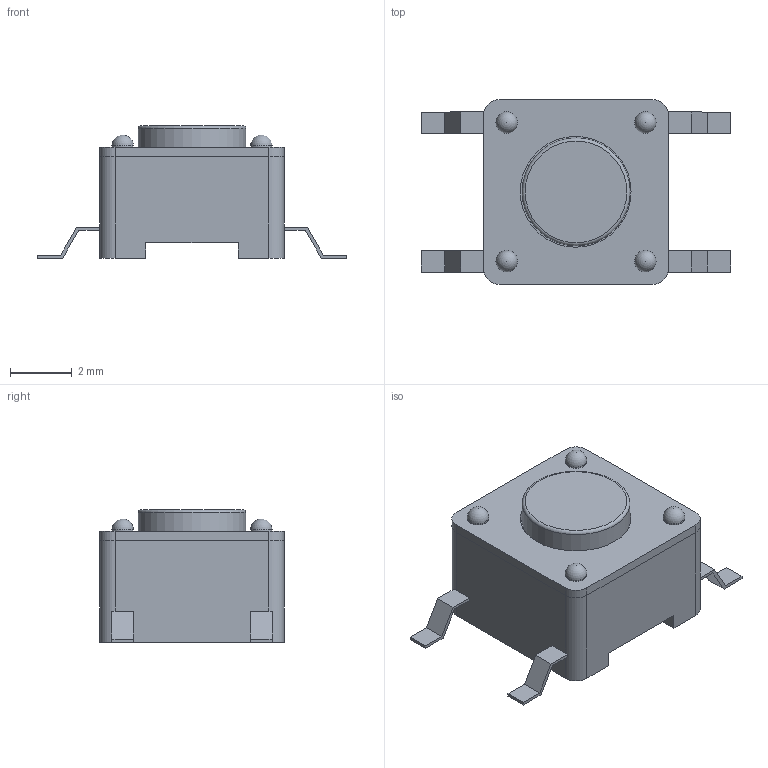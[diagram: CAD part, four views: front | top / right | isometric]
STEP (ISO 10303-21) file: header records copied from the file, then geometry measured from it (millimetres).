
FILE_DESCRIPTION(('FreeCAD Model'),'2;1');
FILE_NAME('Open CASCADE Shape Model','2023-05-27T19:46:19',('Author'),( ''),'Open CASCADE STEP processor 7.6','FreeCAD','Unknown');
FILE_SCHEMA(('AUTOMOTIVE_DESIGN { 1 0 10303 214 1 1 1 1 }'));
Length unit declared in the file: millimetre
Products named in the file (12): SW_SPST_TL3301_6x6mm_H4_3mm; Body; Body002; Body003; Body004; Body005; Body007; Body009; Body010; Body011; Body012; Body013
Assembly tree (11 placements, depth 2):
  SW_SPST_TL3301_6x6mm_H4_3mm
    Body
    Body002
    Body003
    Body004
    Body005
    Body007
    Body009
    Body010
    Body011
    Body012
    Body013
Bounding box: 10.05 x 6 x 4.3 mm (x, y, z)
Volume: 125.6 mm3; surface area: 262 mm2
Topology: 11 solids, 11 shells, 81 faces, 184 edges, 121 vertices
Faces by surface type: plane 62, cylinder 14, sphere 4, torus 1
Full cylindrical faces by diameter (mm): 0.7 x4, 3.5 x1, 3.6 x1
Entity records: 2540 total; most frequent: DIRECTION 400, CARTESIAN_POINT 394, ORIENTED_EDGE 360, EDGE_CURVE 180, LINE 146, VECTOR 146, AXIS2_PLACEMENT_3D 127, VERTEX_POINT 121
